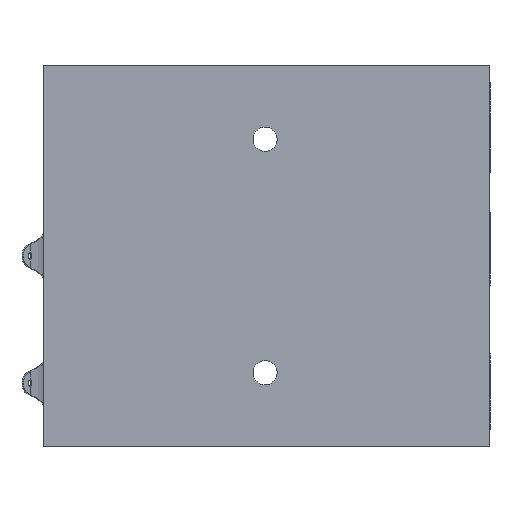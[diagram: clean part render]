
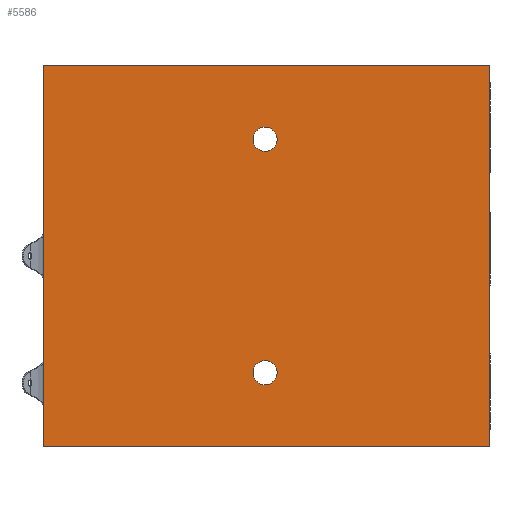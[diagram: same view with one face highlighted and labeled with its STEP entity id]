
A CAD part, front view. The second image highlights one B-rep face of the part: STEP entity #5586.
In plain terms, the highlighted planar face has unit normal (0, -1, 0).
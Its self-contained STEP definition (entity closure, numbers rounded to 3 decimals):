
#132 = VERTEX_POINT ( 'NONE', #6151 ) ;
#168 = CIRCLE ( 'NONE', #16300, 1.55 ) ;
#178 = DIRECTION ( 'NONE',  ( 0., 0., 1. ) ) ;
#239 = ORIENTED_EDGE ( 'NONE', *, *, #18595, .T. ) ;
#354 = DIRECTION ( 'NONE',  ( -1., 0., 0. ) ) ;
#415 = FACE_BOUND ( 'NONE', #2951, .T. ) ;
#766 = VERTEX_POINT ( 'NONE', #4518 ) ;
#840 = DIRECTION ( 'NONE',  ( 0., 1., 0. ) ) ;
#845 = AXIS2_PLACEMENT_3D ( 'NONE', #3187, #15846, #178 ) ;
#991 = CIRCLE ( 'NONE', #5230, 1.55 ) ;
#1011 = CARTESIAN_POINT ( 'NONE',  ( 28.7, 0., 0. ) ) ;
#1214 = CARTESIAN_POINT ( 'NONE',  ( 28.7, 0., 40.833 ) ) ;
#1344 = DIRECTION ( 'NONE',  ( 0., 0., 1. ) ) ;
#1403 = VECTOR ( 'NONE', #5723, 1000. ) ;
#1674 = VERTEX_POINT ( 'NONE', #9806 ) ;
#2574 = DIRECTION ( 'NONE',  ( 0., 0., 1. ) ) ;
#2951 = EDGE_LOOP ( 'NONE', ( #14561, #12495 ) ) ;
#3187 = CARTESIAN_POINT ( 'NONE',  ( -0.2, 0., 1.333 ) ) ;
#3872 = LINE ( 'NONE', #1011, #5561 ) ;
#3995 = CARTESIAN_POINT ( 'NONE',  ( 0., 0., 0. ) ) ;
#4054 = VECTOR ( 'NONE', #18502, 1000. ) ;
#4323 = EDGE_CURVE ( 'NONE', #5894, #10674, #8171, .T. ) ;
#4518 = CARTESIAN_POINT ( 'NONE',  ( 28.7, 0., 40.833 ) ) ;
#4973 = DIRECTION ( 'NONE',  ( 0., 0., 1. ) ) ;
#5230 = AXIS2_PLACEMENT_3D ( 'NONE', #19891, #16745, #1344 ) ;
#5561 = VECTOR ( 'NONE', #5577, 1000. ) ;
#5577 = DIRECTION ( 'NONE',  ( 0., 0., -1. ) ) ;
#5586 = ADVANCED_FACE ( 'NONE', ( #415, #10055, #12004 ), #19331, .F. ) ;
#5723 = DIRECTION ( 'NONE',  ( -1., 0., 0. ) ) ;
#5894 = VERTEX_POINT ( 'NONE', #15552 ) ;
#6118 = CARTESIAN_POINT ( 'NONE',  ( -28.7, 0., 0. ) ) ;
#6151 = CARTESIAN_POINT ( 'NONE',  ( 28.7, 0., -8.167 ) ) ;
#6467 = CARTESIAN_POINT ( 'NONE',  ( 28.7, 0., -8.167 ) ) ;
#6781 = CIRCLE ( 'NONE', #845, 1.55 ) ;
#7890 = VECTOR ( 'NONE', #354, 1000. ) ;
#7946 = CARTESIAN_POINT ( 'NONE',  ( -28.7, 0., -8.167 ) ) ;
#8171 = LINE ( 'NONE', #6118, #4054 ) ;
#8268 = VERTEX_POINT ( 'NONE', #16575 ) ;
#8825 = EDGE_CURVE ( 'NONE', #766, #132, #3872, .T. ) ;
#8931 = DIRECTION ( 'NONE',  ( 0., 1., 0. ) ) ;
#9284 = AXIS2_PLACEMENT_3D ( 'NONE', #12046, #8931, #19884 ) ;
#9806 = CARTESIAN_POINT ( 'NONE',  ( -0.2, 0., 2.883 ) ) ;
#10055 = FACE_BOUND ( 'NONE', #13784, .T. ) ;
#10156 = CARTESIAN_POINT ( 'NONE',  ( -0.2, 0., -0.217 ) ) ;
#10674 = VERTEX_POINT ( 'NONE', #7946 ) ;
#10700 = EDGE_CURVE ( 'NONE', #8268, #19831, #168, .T. ) ;
#11043 = EDGE_CURVE ( 'NONE', #19831, #8268, #19705, .T. ) ;
#11787 = LINE ( 'NONE', #6467, #7890 ) ;
#12004 = FACE_OUTER_BOUND ( 'NONE', #15637, .T. ) ;
#12046 = CARTESIAN_POINT ( 'NONE',  ( -0.2, 0., 31.333 ) ) ;
#12360 = ORIENTED_EDGE ( 'NONE', *, *, #4323, .T. ) ;
#12472 = DIRECTION ( 'NONE',  ( 0., 1., 0. ) ) ;
#12481 = EDGE_CURVE ( 'NONE', #132, #10674, #11787, .T. ) ;
#12495 = ORIENTED_EDGE ( 'NONE', *, *, #11043, .T. ) ;
#12691 = ORIENTED_EDGE ( 'NONE', *, *, #12481, .F. ) ;
#12729 = AXIS2_PLACEMENT_3D ( 'NONE', #3995, #840, #2574 ) ;
#12741 = EDGE_CURVE ( 'NONE', #766, #5894, #18073, .T. ) ;
#13185 = ORIENTED_EDGE ( 'NONE', *, *, #12741, .T. ) ;
#13515 = ORIENTED_EDGE ( 'NONE', *, *, #17911, .T. ) ;
#13784 = EDGE_LOOP ( 'NONE', ( #13515, #239 ) ) ;
#14561 = ORIENTED_EDGE ( 'NONE', *, *, #10700, .T. ) ;
#14711 = ORIENTED_EDGE ( 'NONE', *, *, #8825, .F. ) ;
#15552 = CARTESIAN_POINT ( 'NONE',  ( -28.7, 0., 40.833 ) ) ;
#15637 = EDGE_LOOP ( 'NONE', ( #14711, #13185, #12360, #12691 ) ) ;
#15686 = VERTEX_POINT ( 'NONE', #10156 ) ;
#15810 = CARTESIAN_POINT ( 'NONE',  ( -0.2, 0., 29.783 ) ) ;
#15846 = DIRECTION ( 'NONE',  ( 0., 1., 0. ) ) ;
#16300 = AXIS2_PLACEMENT_3D ( 'NONE', #18889, #12472, #4973 ) ;
#16575 = CARTESIAN_POINT ( 'NONE',  ( -0.2, 0., 32.883 ) ) ;
#16745 = DIRECTION ( 'NONE',  ( 0., 1., 0. ) ) ;
#17911 = EDGE_CURVE ( 'NONE', #1674, #15686, #6781, .T. ) ;
#18073 = LINE ( 'NONE', #1214, #1403 ) ;
#18502 = DIRECTION ( 'NONE',  ( 0., 0., -1. ) ) ;
#18595 = EDGE_CURVE ( 'NONE', #15686, #1674, #991, .T. ) ;
#18889 = CARTESIAN_POINT ( 'NONE',  ( -0.2, 0., 31.333 ) ) ;
#19331 = PLANE ( 'NONE',  #12729 ) ;
#19705 = CIRCLE ( 'NONE', #9284, 1.55 ) ;
#19831 = VERTEX_POINT ( 'NONE', #15810 ) ;
#19884 = DIRECTION ( 'NONE',  ( 0., 0., 1. ) ) ;
#19891 = CARTESIAN_POINT ( 'NONE',  ( -0.2, 0., 1.333 ) ) ;
